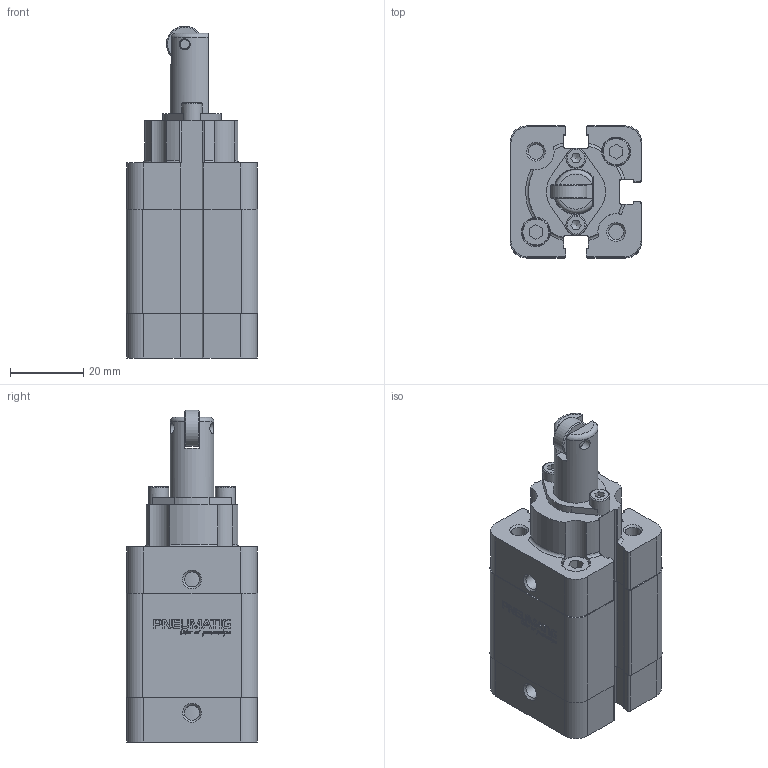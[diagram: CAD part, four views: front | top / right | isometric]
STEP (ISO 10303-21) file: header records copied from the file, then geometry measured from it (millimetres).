
FILE_DESCRIPTION(/* description */ (''),/* implementation_level */ '2;1');
FILE_NAME(/* name */ 'sssss.stp',/* time_stamp */ '2017-02-09T14:02:38+01:00',/* author */ (''),/* organization */ (''),/* preprocessor_version */ 'ST-DEVELOPER v15.2',/* originating_system */ 'Autodesk Translator Framework v2.0.0.5431',/* authorisation */ '');
FILE_SCHEMA (('AUTOMOTIVE_DESIGN { 1 0 10303 214 3 1 1 }'));
Length unit declared in the file: centimetre
Products named in the file (1): (Unsaved)
Bounding box: 36.1 x 36.1 x 90.9 mm (x, y, z)
Volume: 59679.7 mm3; surface area: 24560.7 mm2
Topology: 4 solids, 7 shells, 1175 faces, 3229 edges, 2110 vertices
Faces by surface type: bspline 641, plane 346, cylinder 134, cone 34, torus 20
Full cylindrical faces by diameter (mm): 3 x3, 3.1 x1, 4.134 x7, 5.5 x2, 5.9 x2, 6 x1, 7.5 x6, 8 x5, 10 x1, 12 x1, 13 x1, 13.7 x1, 14 x1, 16.5 x1, 20 x1
Entity records: 42781 total; most frequent: CARTESIAN_POINT 17533, ORIENTED_EDGE 6316, DIRECTION 3213, EDGE_CURVE 3138, VERTEX_POINT 2094, LINE 1485, VECTOR 1485, EDGE_LOOP 1312
